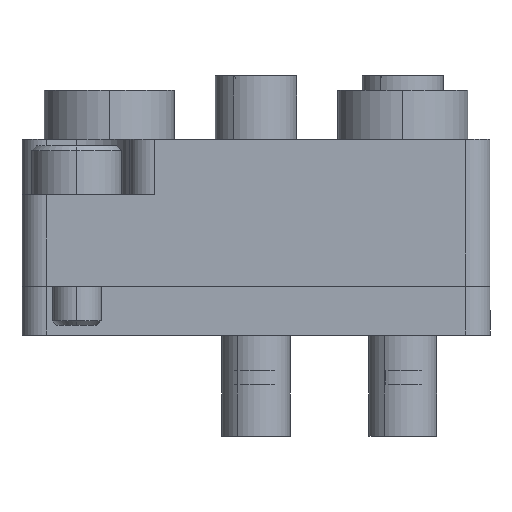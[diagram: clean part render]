
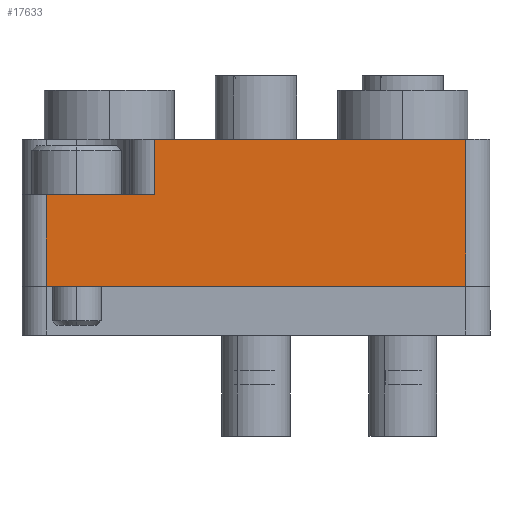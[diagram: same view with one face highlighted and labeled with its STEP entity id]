
A CAD part, front view. The second image highlights one B-rep face of the part: STEP entity #17633.
In plain terms, the highlighted face is planar.
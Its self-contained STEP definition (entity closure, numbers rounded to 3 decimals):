
#6 = CARTESIAN_POINT ( 'NONE',  ( 30., 5.6, 6.25 ) ) ;
#391 = VERTEX_POINT ( 'NONE', #16542 ) ;
#1308 = LINE ( 'NONE', #18999, #13240 ) ;
#1443 = CARTESIAN_POINT ( 'NONE',  ( 30., 0., 12.85 ) ) ;
#1515 = DIRECTION ( 'NONE',  ( 0., 1., 0. ) ) ;
#2038 = LINE ( 'NONE', #3767, #5863 ) ;
#2623 = CARTESIAN_POINT ( 'NONE',  ( 30., 0., -12.85 ) ) ;
#2750 = AXIS2_PLACEMENT_3D ( 'NONE', #5063, #19508, #1515 ) ;
#3202 = ORIENTED_EDGE ( 'NONE', *, *, #11803, .T. ) ;
#3424 = ORIENTED_EDGE ( 'NONE', *, *, #10422, .F. ) ;
#3676 = EDGE_CURVE ( 'NONE', #17518, #7900, #1308, .T. ) ;
#3767 = CARTESIAN_POINT ( 'NONE',  ( 30., 9., -12.85 ) ) ;
#3847 = VECTOR ( 'NONE', #4667, 1000. ) ;
#4057 = VECTOR ( 'NONE', #5346, 1000. ) ;
#4425 = ORIENTED_EDGE ( 'NONE', *, *, #7167, .F. ) ;
#4667 = DIRECTION ( 'NONE',  ( 0., 0., -1. ) ) ;
#4765 = VECTOR ( 'NONE', #13205, 1000. ) ;
#5063 = CARTESIAN_POINT ( 'NONE',  ( 30., 9., 14.35 ) ) ;
#5346 = DIRECTION ( 'NONE',  ( 0., 0., -1. ) ) ;
#5368 = ORIENTED_EDGE ( 'NONE', *, *, #16508, .T. ) ;
#5863 = VECTOR ( 'NONE', #13623, 1000. ) ;
#6288 = DIRECTION ( 'NONE',  ( 0., -1., 0. ) ) ;
#6910 = VERTEX_POINT ( 'NONE', #15868 ) ;
#6985 = LINE ( 'NONE', #6, #4765 ) ;
#7167 = EDGE_CURVE ( 'NONE', #391, #16568, #8341, .T. ) ;
#7373 = ORIENTED_EDGE ( 'NONE', *, *, #18398, .T. ) ;
#7900 = VERTEX_POINT ( 'NONE', #2623 ) ;
#8341 = LINE ( 'NONE', #20003, #4057 ) ;
#9058 = LINE ( 'NONE', #9579, #3847 ) ;
#9579 = CARTESIAN_POINT ( 'NONE',  ( 30., 5.6, 7.75 ) ) ;
#10422 = EDGE_CURVE ( 'NONE', #6910, #13360, #9058, .T. ) ;
#11258 = ORIENTED_EDGE ( 'NONE', *, *, #3676, .T. ) ;
#11574 = FACE_OUTER_BOUND ( 'NONE', #16361, .T. ) ;
#11803 = EDGE_CURVE ( 'NONE', #6910, #17518, #19240, .T. ) ;
#13205 = DIRECTION ( 'NONE',  ( 0., -1., 0. ) ) ;
#13240 = VECTOR ( 'NONE', #14079, 1000. ) ;
#13360 = VERTEX_POINT ( 'NONE', #19493 ) ;
#13623 = DIRECTION ( 'NONE',  ( 0., 1., 0. ) ) ;
#13663 = CARTESIAN_POINT ( 'NONE',  ( 30., 0., 12.85 ) ) ;
#14079 = DIRECTION ( 'NONE',  ( 0., 0., -1. ) ) ;
#14142 = VECTOR ( 'NONE', #6288, 1000. ) ;
#15868 = CARTESIAN_POINT ( 'NONE',  ( 30., 5.6, 12.85 ) ) ;
#15985 = CARTESIAN_POINT ( 'NONE',  ( 30., 9., -12.85 ) ) ;
#16361 = EDGE_LOOP ( 'NONE', ( #11258, #7373, #4425, #5368, #3424, #3202 ) ) ;
#16508 = EDGE_CURVE ( 'NONE', #391, #13360, #6985, .T. ) ;
#16542 = CARTESIAN_POINT ( 'NONE',  ( 30., 9., 6.25 ) ) ;
#16568 = VERTEX_POINT ( 'NONE', #15985 ) ;
#17518 = VERTEX_POINT ( 'NONE', #13663 ) ;
#17633 = ADVANCED_FACE ( 'NONE', ( #11574 ), #19717, .T. ) ;
#18398 = EDGE_CURVE ( 'NONE', #7900, #16568, #2038, .T. ) ;
#18999 = CARTESIAN_POINT ( 'NONE',  ( 30., 0., 14.35 ) ) ;
#19240 = LINE ( 'NONE', #1443, #14142 ) ;
#19493 = CARTESIAN_POINT ( 'NONE',  ( 30., 5.6, 6.25 ) ) ;
#19508 = DIRECTION ( 'NONE',  ( 1., 0., 0. ) ) ;
#19717 = PLANE ( 'NONE',  #2750 ) ;
#20003 = CARTESIAN_POINT ( 'NONE',  ( 30., 9., 14.35 ) ) ;
